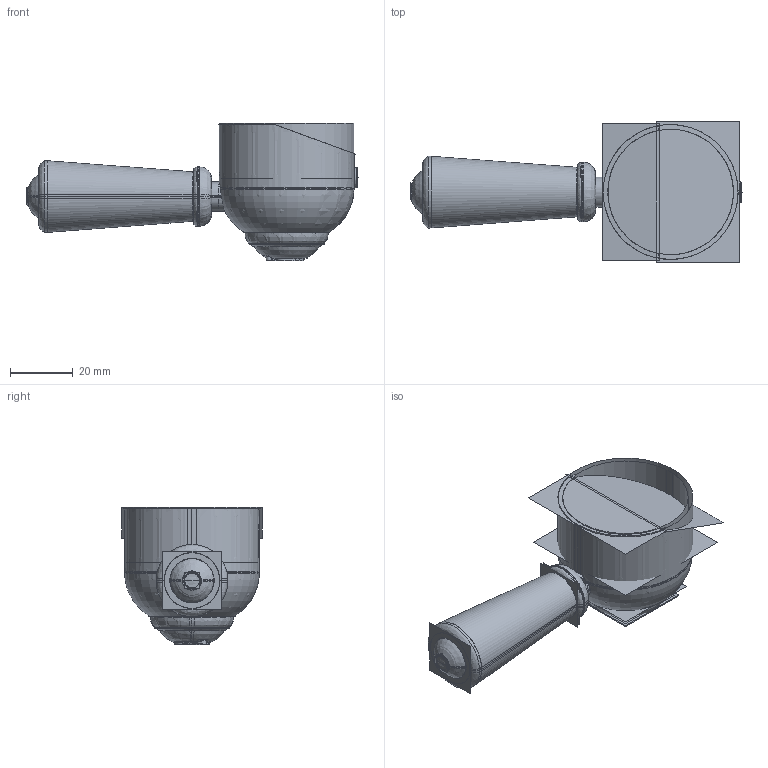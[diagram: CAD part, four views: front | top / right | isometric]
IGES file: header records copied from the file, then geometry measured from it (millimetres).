
Start section:  PTC IGES file: me9_asm.igs
Global section: file name: me9_asm.igs; native system: Pro/ENGINEER by Parametric Technology Corporation; preprocessor: 2010280; author: Administrator; organization: Unknown; date: 20191225.150000; units: millimetre
Bounding box: 105.78 x 44.73 x 43.91 mm (x, y, z)
Volume: 38607.5 mm3; surface area: 109044 mm2
Topology: 7 solids, 7 shells, 654 faces, 3457 edges, 4426 vertices
Faces by surface type: revolution 394, bspline 194, extrusion 66
